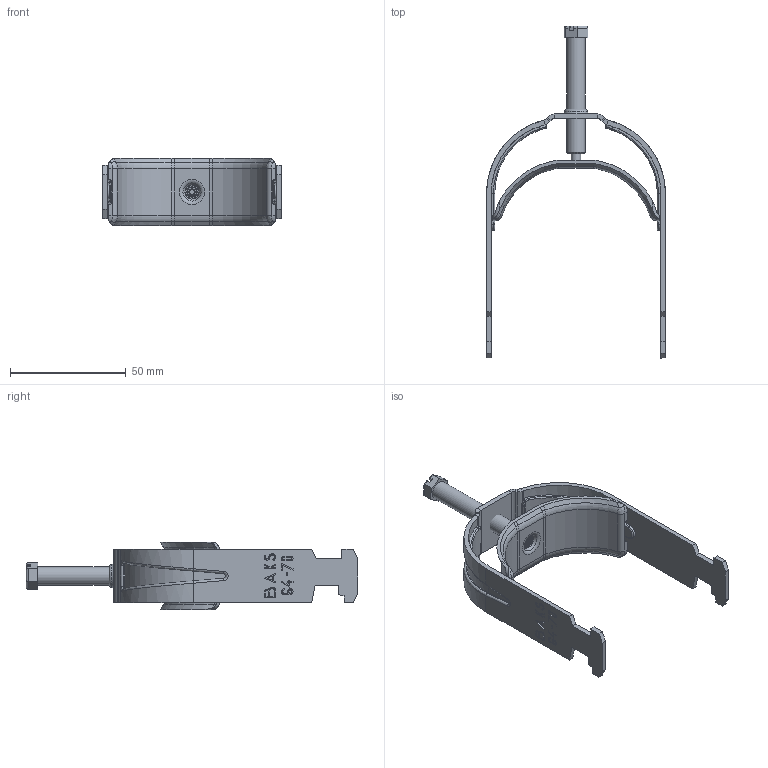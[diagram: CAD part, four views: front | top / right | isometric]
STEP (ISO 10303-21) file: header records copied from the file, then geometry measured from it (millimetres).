
FILE_DESCRIPTION(/* description */ (''),/* implementation_level */ '2;1');
FILE_NAME(/* name */ 'UK1 64-70.stp',/* time_stamp */ '2020-04-29T14:28:09+02:00',/* author */ ('piotr.duda'),/* organization */ (''),/* preprocessor_version */ 'ST-DEVELOPER v18.1',/* originating_system */ 'Autodesk Inventor 2020',/* authorisation */ '');
FILE_SCHEMA (('AUTOMOTIVE_DESIGN { 1 0 10303 214 3 1 1 }'));
Length unit declared in the file: millimetre
Products named in the file (4): UK1 64-70; Luska 64-70 Lukowa; Sruba-02; UKZ1 58-64
Assembly tree (3 placements, depth 2):
  UK1 64-70
    Luska 64-70 Lukowa
    Sruba-02
    UKZ1 58-64
Bounding box: 77.13 x 143.15 x 29 mm (x, y, z)
Volume: 18615.2 mm3; surface area: 20518.8 mm2
Topology: 3 solids, 3 shells, 475 faces, 1168 edges, 714 vertices
Faces by surface type: plane 217, cylinder 139, bspline 60, torus 34, cone 21, sphere 4
Full cylindrical faces by diameter (mm): 1.5 x1, 2 x1, 4 x1, 4.5 x1, 6.647 x1, 8 x1
Entity records: 15819 total; most frequent: CARTESIAN_POINT 4702, ORIENTED_EDGE 2326, DIRECTION 2218, EDGE_CURVE 1163, AXIS2_PLACEMENT_3D 773, VERTEX_POINT 714, LINE 672, VECTOR 672
